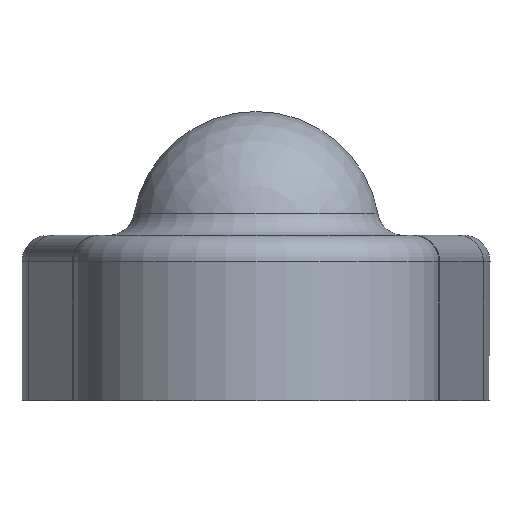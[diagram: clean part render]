
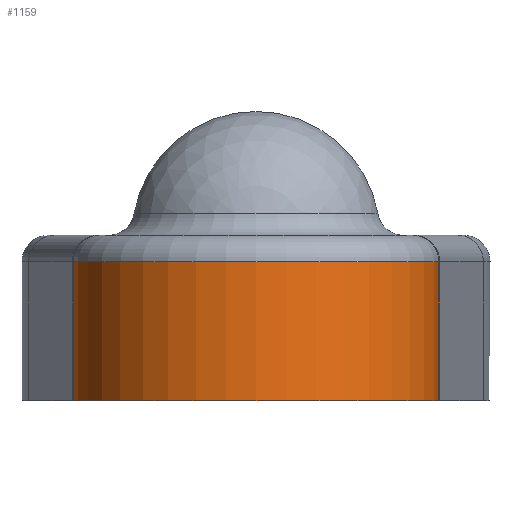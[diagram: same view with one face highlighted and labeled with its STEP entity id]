
A CAD part, front view. The second image highlights one B-rep face of the part: STEP entity #1159.
In plain terms, the highlighted cylindrical face has radius 3.522 mm (diameter 7.043 mm), a partial arc.
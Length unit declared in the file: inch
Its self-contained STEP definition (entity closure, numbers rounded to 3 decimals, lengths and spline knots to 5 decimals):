
#152 = VERTEX_POINT ( 'NONE', #738 ) ;
#158 = VERTEX_POINT ( 'NONE', #990 ) ;
#191 = EDGE_CURVE ( 'NONE', #152, #635, #300, .T. ) ;
#201 = DIRECTION ( 'NONE',  ( 0., 0., 1. ) ) ;
#204 = EDGE_CURVE ( 'NONE', #329, #158, #1015, .T. ) ;
#295 = CARTESIAN_POINT ( 'NONE',  ( 0.13828, -0.30885, 0.125 ) ) ;
#300 = LINE ( 'NONE', #483, #1099 ) ;
#322 = ORIENTED_EDGE ( 'NONE', *, *, #1245, .T. ) ;
#329 = VERTEX_POINT ( 'NONE', #606 ) ;
#335 = CIRCLE ( 'NONE', #1235, 0.13865 ) ;
#401 = DIRECTION ( 'NONE',  ( -1., 0., 0. ) ) ;
#411 = CARTESIAN_POINT ( 'NONE',  ( 0., -0.29885, 0. ) ) ;
#417 = DIRECTION ( 'NONE',  ( 0., 0., 1. ) ) ;
#445 = ORIENTED_EDGE ( 'NONE', *, *, #204, .T. ) ;
#474 = AXIS2_PLACEMENT_3D ( 'NONE', #1151, #677, #1065 ) ;
#483 = CARTESIAN_POINT ( 'NONE',  ( -0.13828, -0.30885, 0.125 ) ) ;
#494 = EDGE_CURVE ( 'NONE', #158, #152, #648, .T. ) ;
#533 = VECTOR ( 'NONE', #201, 39.37008 ) ;
#603 = CYLINDRICAL_SURFACE ( 'NONE', #694, 0.13865 ) ;
#606 = CARTESIAN_POINT ( 'NONE',  ( 0.13828, -0.30885, 0. ) ) ;
#619 = CARTESIAN_POINT ( 'NONE',  ( 0., -0.29885, 0.125 ) ) ;
#635 = VERTEX_POINT ( 'NONE', #795 ) ;
#648 = CIRCLE ( 'NONE', #474, 0.13865 ) ;
#677 = DIRECTION ( 'NONE',  ( 0., 0., -1. ) ) ;
#694 = AXIS2_PLACEMENT_3D ( 'NONE', #619, #1027, #401 ) ;
#738 = CARTESIAN_POINT ( 'NONE',  ( -0.13828, -0.30885, 0.105 ) ) ;
#795 = CARTESIAN_POINT ( 'NONE',  ( -0.13828, -0.30885, 0. ) ) ;
#809 = DIRECTION ( 'NONE',  ( -1., 0., 0. ) ) ;
#818 = DIRECTION ( 'NONE',  ( 0., 0., -1. ) ) ;
#920 = FACE_OUTER_BOUND ( 'NONE', #1074, .T. ) ;
#990 = CARTESIAN_POINT ( 'NONE',  ( 0.13828, -0.30885, 0.105 ) ) ;
#1015 = LINE ( 'NONE', #295, #533 ) ;
#1027 = DIRECTION ( 'NONE',  ( 0., 0., -1. ) ) ;
#1065 = DIRECTION ( 'NONE',  ( 1., 0., 0. ) ) ;
#1074 = EDGE_LOOP ( 'NONE', ( #445, #1220, #1162, #322 ) ) ;
#1099 = VECTOR ( 'NONE', #818, 39.37008 ) ;
#1151 = CARTESIAN_POINT ( 'NONE',  ( 0., -0.29885, 0.105 ) ) ;
#1159 = ADVANCED_FACE ( 'NONE', ( #920 ), #603, .T. ) ;
#1162 = ORIENTED_EDGE ( 'NONE', *, *, #191, .T. ) ;
#1220 = ORIENTED_EDGE ( 'NONE', *, *, #494, .T. ) ;
#1235 = AXIS2_PLACEMENT_3D ( 'NONE', #411, #417, #809 ) ;
#1245 = EDGE_CURVE ( 'NONE', #635, #329, #335, .T. ) ;
